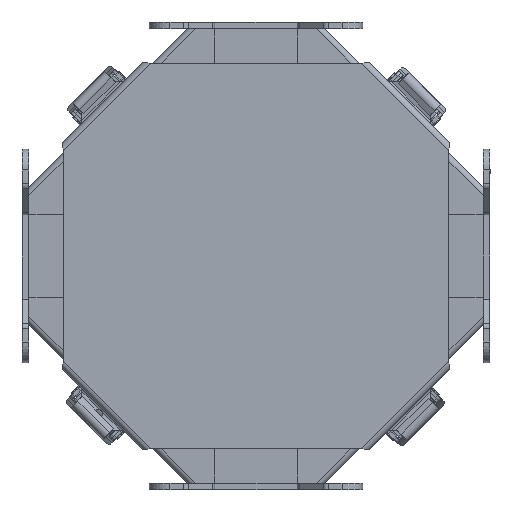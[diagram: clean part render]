
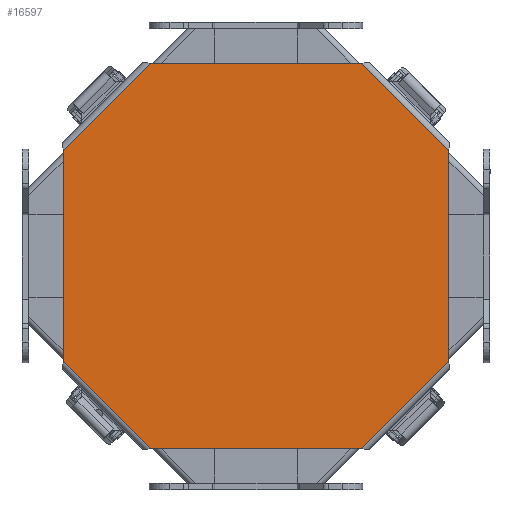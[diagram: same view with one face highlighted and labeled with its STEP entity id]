
A CAD part, front view. The second image highlights one B-rep face of the part: STEP entity #16597.
In plain terms, the highlighted planar face has unit normal (0, -1, 0).
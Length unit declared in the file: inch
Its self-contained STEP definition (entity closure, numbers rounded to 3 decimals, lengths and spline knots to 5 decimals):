
#549 = PLANE ( 'NONE',  #8279 ) ;
#585 = ORIENTED_EDGE ( 'NONE', *, *, #12263, .T. ) ;
#844 = VECTOR ( 'NONE', #8411, 39.37008 ) ;
#961 = CARTESIAN_POINT ( 'NONE',  ( -3.498, -1.472, -3.498 ) ) ;
#1604 = VERTEX_POINT ( 'NONE', #12962 ) ;
#1852 = VERTEX_POINT ( 'NONE', #13933 ) ;
#2090 = ORIENTED_EDGE ( 'NONE', *, *, #5974, .T. ) ;
#2293 = VERTEX_POINT ( 'NONE', #18209 ) ;
#2422 = CARTESIAN_POINT ( 'NONE',  ( 3.498, -1.472, -3.498 ) ) ;
#2537 = DIRECTION ( 'NONE',  ( 0., -1., 0. ) ) ;
#2691 = DIRECTION ( 'NONE',  ( 0.707, 0., -0.707 ) ) ;
#2980 = EDGE_CURVE ( 'NONE', #1852, #11291, #16161, .T. ) ;
#3151 = VERTEX_POINT ( 'NONE', #19001 ) ;
#3772 = DIRECTION ( 'NONE',  ( -0.707, 0., 0.707 ) ) ;
#4289 = VECTOR ( 'NONE', #4877, 39.37008 ) ;
#4551 = ORIENTED_EDGE ( 'NONE', *, *, #2980, .T. ) ;
#4877 = DIRECTION ( 'NONE',  ( 0., 0., -1. ) ) ;
#5555 = EDGE_CURVE ( 'NONE', #15333, #22414, #7331, .T. ) ;
#5974 = EDGE_CURVE ( 'NONE', #3151, #15333, #20765, .T. ) ;
#6100 = CARTESIAN_POINT ( 'NONE',  ( 3.498, -1.472, -1.91776 ) ) ;
#6381 = VECTOR ( 'NONE', #9760, 39.37008 ) ;
#6762 = EDGE_LOOP ( 'NONE', ( #8141, #14214, #585, #2090, #17607, #9710, #4551, #11827 ) ) ;
#6795 = LINE ( 'NONE', #18198, #10578 ) ;
#6866 = CARTESIAN_POINT ( 'NONE',  ( -3.498, -1.472, -3.498 ) ) ;
#7331 = LINE ( 'NONE', #22816, #21838 ) ;
#7599 = VERTEX_POINT ( 'NONE', #6100 ) ;
#7730 = LINE ( 'NONE', #15288, #12036 ) ;
#8141 = ORIENTED_EDGE ( 'NONE', *, *, #19635, .T. ) ;
#8279 = AXIS2_PLACEMENT_3D ( 'NONE', #13949, #2537, #15804 ) ;
#8411 = DIRECTION ( 'NONE',  ( 1., 0., 0. ) ) ;
#8489 = FACE_OUTER_BOUND ( 'NONE', #6762, .T. ) ;
#9710 = ORIENTED_EDGE ( 'NONE', *, *, #21397, .T. ) ;
#9760 = DIRECTION ( 'NONE',  ( -0.707, 0., -0.707 ) ) ;
#10139 = CARTESIAN_POINT ( 'NONE',  ( -1.91776, -1.472, 3.498 ) ) ;
#10578 = VECTOR ( 'NONE', #2691, 39.37008 ) ;
#11291 = VERTEX_POINT ( 'NONE', #19932 ) ;
#11827 = ORIENTED_EDGE ( 'NONE', *, *, #23879, .T. ) ;
#11935 = VECTOR ( 'NONE', #3772, 39.37008 ) ;
#12012 = LINE ( 'NONE', #961, #844 ) ;
#12036 = VECTOR ( 'NONE', #14809, 39.37008 ) ;
#12263 = EDGE_CURVE ( 'NONE', #7599, #3151, #21649, .T. ) ;
#12962 = CARTESIAN_POINT ( 'NONE',  ( 1.91776, -1.472, -3.498 ) ) ;
#13933 = CARTESIAN_POINT ( 'NONE',  ( -3.498, -1.472, 1.91776 ) ) ;
#13949 = CARTESIAN_POINT ( 'NONE',  ( -3.498, -1.472, -3.498 ) ) ;
#14214 = ORIENTED_EDGE ( 'NONE', *, *, #15656, .T. ) ;
#14778 = DIRECTION ( 'NONE',  ( -1., 0., 0. ) ) ;
#14809 = DIRECTION ( 'NONE',  ( 0.707, 0., 0.707 ) ) ;
#15288 = CARTESIAN_POINT ( 'NONE',  ( 1.91776, -1.472, -3.498 ) ) ;
#15333 = VERTEX_POINT ( 'NONE', #16695 ) ;
#15656 = EDGE_CURVE ( 'NONE', #1604, #7599, #7730, .T. ) ;
#15804 = DIRECTION ( 'NONE',  ( 1., 0., 0. ) ) ;
#16161 = LINE ( 'NONE', #6866, #4289 ) ;
#16597 = ADVANCED_FACE ( 'NONE', ( #8489 ), #549, .T. ) ;
#16695 = CARTESIAN_POINT ( 'NONE',  ( 1.91776, -1.472, 3.498 ) ) ;
#17084 = CARTESIAN_POINT ( 'NONE',  ( -1.91776, -1.472, 3.498 ) ) ;
#17461 = VECTOR ( 'NONE', #23370, 39.37008 ) ;
#17607 = ORIENTED_EDGE ( 'NONE', *, *, #5555, .T. ) ;
#18198 = CARTESIAN_POINT ( 'NONE',  ( -3.498, -1.472, -1.91776 ) ) ;
#18209 = CARTESIAN_POINT ( 'NONE',  ( -1.91776, -1.472, -3.498 ) ) ;
#18802 = CARTESIAN_POINT ( 'NONE',  ( 3.498, -1.472, 1.91776 ) ) ;
#19001 = CARTESIAN_POINT ( 'NONE',  ( 3.498, -1.472, 1.91776 ) ) ;
#19635 = EDGE_CURVE ( 'NONE', #2293, #1604, #12012, .T. ) ;
#19640 = LINE ( 'NONE', #17084, #6381 ) ;
#19932 = CARTESIAN_POINT ( 'NONE',  ( -3.498, -1.472, -1.91776 ) ) ;
#20765 = LINE ( 'NONE', #18802, #11935 ) ;
#21397 = EDGE_CURVE ( 'NONE', #22414, #1852, #19640, .T. ) ;
#21649 = LINE ( 'NONE', #2422, #17461 ) ;
#21838 = VECTOR ( 'NONE', #14778, 39.37008 ) ;
#22414 = VERTEX_POINT ( 'NONE', #10139 ) ;
#22816 = CARTESIAN_POINT ( 'NONE',  ( -3.498, -1.472, 3.498 ) ) ;
#23370 = DIRECTION ( 'NONE',  ( 0., 0., 1. ) ) ;
#23879 = EDGE_CURVE ( 'NONE', #11291, #2293, #6795, .T. ) ;
